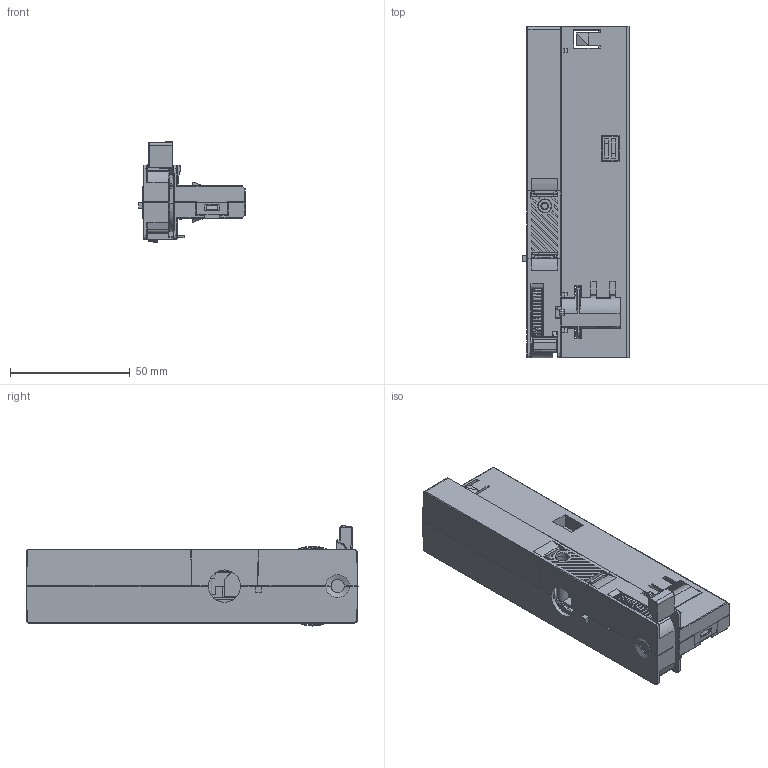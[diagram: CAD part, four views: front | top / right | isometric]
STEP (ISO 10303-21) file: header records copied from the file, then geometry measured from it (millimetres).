
FILE_DESCRIPTION((''),'2;1');
FILE_NAME('138-20230_ASM','2023-07-25T',('Administrator'),(''),'CREO PARAMETRIC BY PTC INC, 2014500','CREO PARAMETRIC BY PTC INC, 2014500','');
FILE_SCHEMA(('AUTOMOTIVE_DESIGN { 1 0 10303 214 1 1 1 1 }'));
Products named in the file (9): PCB138_16_1_1; PCB138_16_2_1; PCB138_16_3_1; PCB138_16_4_1; PCB138_16_5_1; MHC18405259OS0P_1_6_1; USER2B586A91KFY1_5_2_1; MHC18405259OQHI_2_4_1; 138-20230_ASM
Assembly tree (8 placements, depth 2):
  138-20230_ASM
    PCB138_16_1_1
    PCB138_16_2_1
    PCB138_16_3_1
    PCB138_16_4_1
    PCB138_16_5_1
    MHC18405259OS0P_1_6_1
    USER2B586A91KFY1_5_2_1
    MHC18405259OQHI_2_4_1
Bounding box: 44.78 x 138.85 x 41.93 mm (x, y, z)
Volume: 56418.6 mm3; surface area: 73048.4 mm2
Topology: 8 solids, 10 shells, 2478 faces, 7489 edges, 5004 vertices
Faces by surface type: plane 1714, cone 370, cylinder 298, torus 37, extrusion 29, bspline 18, sphere 12
Entity records: 89803 total; most frequent: CARTESIAN_POINT 24924, ORIENTED_EDGE 14950, DIRECTION 11275, EDGE_CURVE 7475, VERTEX_POINT 5004, VECTOR 4945, LINE 4916, AXIS2_PLACEMENT_3D 3165
